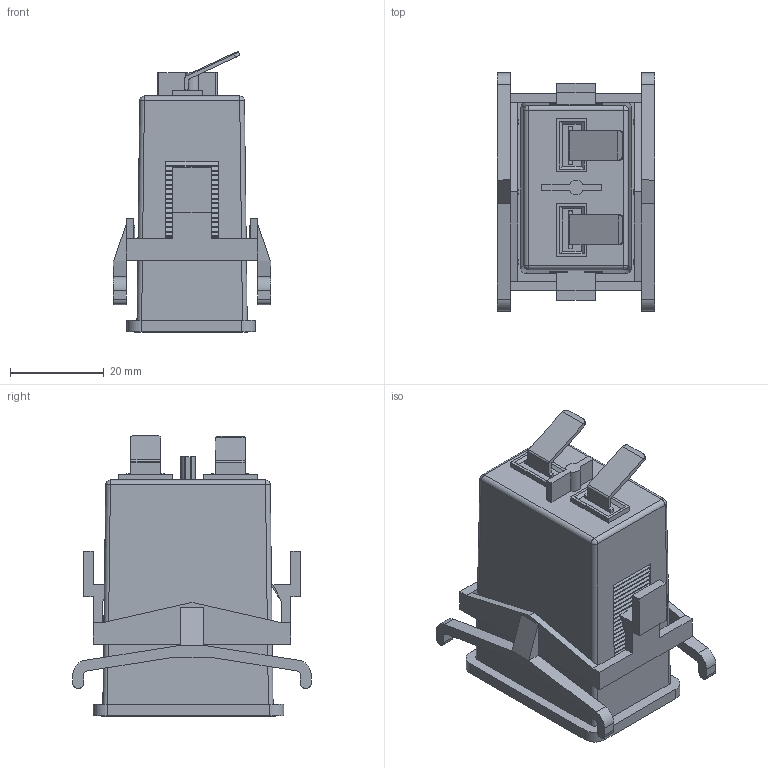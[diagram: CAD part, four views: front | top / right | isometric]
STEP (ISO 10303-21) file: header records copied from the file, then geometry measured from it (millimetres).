
FILE_DESCRIPTION (( 'STEP AP203' ), '1' );
FILE_NAME ('722-0002.step', '2021-09-29T10:22:53', ( '' ), ( '' ), 'SwSTEP 2.0', 'SolidWorks 2021', '' );
FILE_SCHEMA (( 'CONFIG_CONTROL_DESIGN' ));
Length unit declared in the file: inch
Products named in the file (1): 722-0002
Bounding box: 33.52 x 50.8 x 59.86 mm (x, y, z)
Volume: 13552.6 mm3; surface area: 20656.2 mm2
Topology: 5 solids, 5 shells, 564 faces, 1572 edges, 1019 vertices
Faces by surface type: plane 446, cylinder 108, bspline 10
Entity records: 17960 total; most frequent: CARTESIAN_POINT 3422, ORIENTED_EDGE 3132, DIRECTION 2815, EDGE_CURVE 1566, VECTOR 1351, LINE 1351, VERTEX_POINT 1019, AXIS2_PLACEMENT_3D 732
